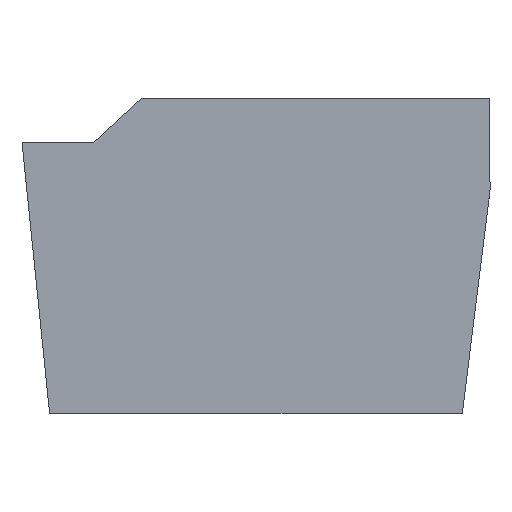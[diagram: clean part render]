
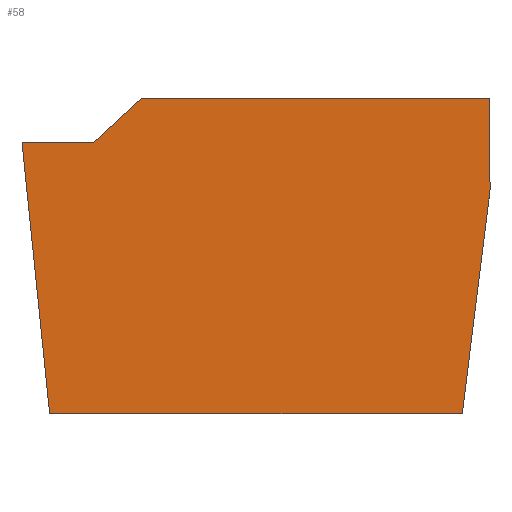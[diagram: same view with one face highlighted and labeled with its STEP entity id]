
A CAD part, top view. The second image highlights one B-rep face of the part: STEP entity #58.
In plain terms, the highlighted planar face has unit normal (0, 0, 1).
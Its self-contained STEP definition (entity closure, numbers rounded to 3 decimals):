
#4 = EDGE_CURVE ( 'NONE', #118, #67, #93, .T. ) ;
#28 = CARTESIAN_POINT ( 'NONE',  ( 474.959, -367.3, 5. ) ) ;
#29 = EDGE_CURVE ( 'NONE', #162, #299, #142, .T. ) ;
#31 = CARTESIAN_POINT ( 'NONE',  ( 504.843, -125.938, 5. ) ) ;
#48 = DIRECTION ( 'NONE',  ( -1., 0., 0. ) ) ;
#54 = CARTESIAN_POINT ( 'NONE',  ( 0.107, -75., 5. ) ) ;
#58 = ADVANCED_FACE ( 'NONE', ( #196 ), #104, .T. ) ;
#59 = VECTOR ( 'NONE', #64, 1000. ) ;
#64 = DIRECTION ( 'NONE',  ( 1., 0., 0. ) ) ;
#67 = VERTEX_POINT ( 'NONE', #31 ) ;
#68 = VECTOR ( 'NONE', #145, 1000. ) ;
#69 = EDGE_CURVE ( 'NONE', #299, #220, #188, .T. ) ;
#70 = VECTOR ( 'NONE', #216, 1000. ) ;
#76 = DIRECTION ( 'NONE',  ( 0.123, 0.992, 0. ) ) ;
#77 = VECTOR ( 'NONE', #76, 1000. ) ;
#78 = CARTESIAN_POINT ( 'NONE',  ( 77.391, -75., 5. ) ) ;
#93 = LINE ( 'NONE', #229, #77 ) ;
#97 = EDGE_CURVE ( 'NONE', #140, #98, #119, .T. ) ;
#98 = VERTEX_POINT ( 'NONE', #301 ) ;
#102 = EDGE_CURVE ( 'NONE', #220, #140, #222, .T. ) ;
#104 = PLANE ( 'NONE',  #201 ) ;
#105 = ORIENTED_EDGE ( 'NONE', *, *, #29, .T. ) ;
#106 = CARTESIAN_POINT ( 'NONE',  ( 0.107, -75., 5. ) ) ;
#114 = EDGE_CURVE ( 'NONE', #67, #162, #279, .T. ) ;
#118 = VERTEX_POINT ( 'NONE', #28 ) ;
#119 = LINE ( 'NONE', #54, #234 ) ;
#121 = LINE ( 'NONE', #240, #59 ) ;
#131 = DIRECTION ( 'NONE',  ( 0.101, -0.995, 0. ) ) ;
#140 = VERTEX_POINT ( 'NONE', #253 ) ;
#142 = LINE ( 'NONE', #210, #221 ) ;
#145 = DIRECTION ( 'NONE',  ( 0., 1., 0. ) ) ;
#162 = VERTEX_POINT ( 'NONE', #175 ) ;
#165 = DIRECTION ( 'NONE',  ( 0., 0., 1. ) ) ;
#167 = ORIENTED_EDGE ( 'NONE', *, *, #4, .T. ) ;
#171 = ORIENTED_EDGE ( 'NONE', *, *, #69, .T. ) ;
#175 = CARTESIAN_POINT ( 'NONE',  ( 504.843, -27., 5. ) ) ;
#188 = LINE ( 'NONE', #281, #70 ) ;
#196 = FACE_OUTER_BOUND ( 'NONE', #219, .T. ) ;
#201 = AXIS2_PLACEMENT_3D ( 'NONE', #293, #165, #276 ) ;
#210 = CARTESIAN_POINT ( 'NONE',  ( 504.843, -27., 5. ) ) ;
#215 = ORIENTED_EDGE ( 'NONE', *, *, #262, .T. ) ;
#216 = DIRECTION ( 'NONE',  ( -0.735, -0.678, 0. ) ) ;
#219 = EDGE_LOOP ( 'NONE', ( #285, #267, #215, #167, #278, #105, #171 ) ) ;
#220 = VERTEX_POINT ( 'NONE', #78 ) ;
#221 = VECTOR ( 'NONE', #48, 1000. ) ;
#222 = LINE ( 'NONE', #106, #292 ) ;
#223 = CARTESIAN_POINT ( 'NONE',  ( 129.391, -27., 5. ) ) ;
#229 = CARTESIAN_POINT ( 'NONE',  ( 474.959, -367.3, 5. ) ) ;
#234 = VECTOR ( 'NONE', #131, 1000. ) ;
#240 = CARTESIAN_POINT ( 'NONE',  ( 29.903, -367.3, 5. ) ) ;
#253 = CARTESIAN_POINT ( 'NONE',  ( 0.107, -75., 5. ) ) ;
#254 = DIRECTION ( 'NONE',  ( -1., 0., 0. ) ) ;
#262 = EDGE_CURVE ( 'NONE', #98, #118, #121, .T. ) ;
#267 = ORIENTED_EDGE ( 'NONE', *, *, #97, .T. ) ;
#273 = CARTESIAN_POINT ( 'NONE',  ( 504.843, -125.938, 5. ) ) ;
#276 = DIRECTION ( 'NONE',  ( 1., 0., 0. ) ) ;
#278 = ORIENTED_EDGE ( 'NONE', *, *, #114, .T. ) ;
#279 = LINE ( 'NONE', #273, #68 ) ;
#281 = CARTESIAN_POINT ( 'NONE',  ( 77.391, -75., 5. ) ) ;
#285 = ORIENTED_EDGE ( 'NONE', *, *, #102, .T. ) ;
#292 = VECTOR ( 'NONE', #254, 1000. ) ;
#293 = CARTESIAN_POINT ( 'NONE',  ( 0., 0., 5. ) ) ;
#299 = VERTEX_POINT ( 'NONE', #223 ) ;
#301 = CARTESIAN_POINT ( 'NONE',  ( 29.903, -367.3, 5. ) ) ;
